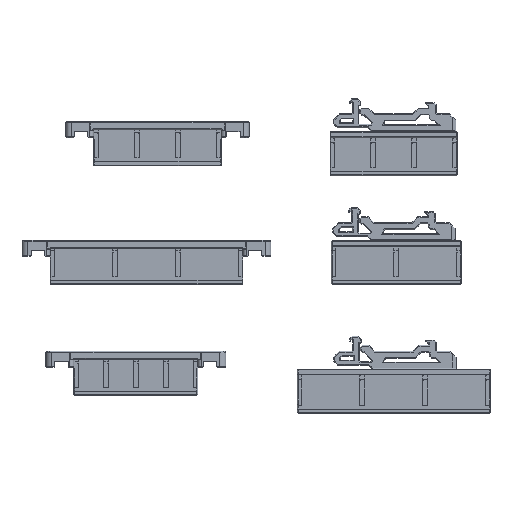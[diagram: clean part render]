
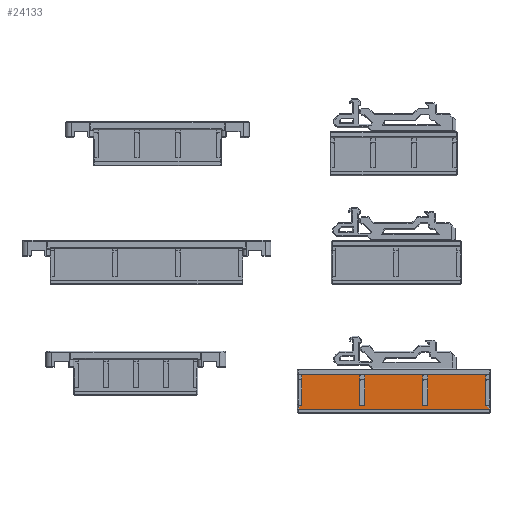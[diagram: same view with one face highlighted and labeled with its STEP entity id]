
A CAD part, top view. The second image highlights one B-rep face of the part: STEP entity #24133.
In plain terms, the highlighted planar face has unit normal (0, 0, 1).
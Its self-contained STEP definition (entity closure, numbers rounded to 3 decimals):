
#651=FACE_OUTER_BOUND('',#2090,.T.);
#2090=EDGE_LOOP('',(#16875,#16876,#16877,#16878,#16879,#16880,#16881,#16882,
#16883,#16884,#16885,#16886,#16887,#16888,#16889,#16890));
#3911=LINE('',#34983,#7212);
#3915=LINE('',#34992,#7216);
#3927=LINE('',#35015,#7228);
#3928=LINE('',#35018,#7229);
#3929=LINE('',#35020,#7230);
#3930=LINE('',#35022,#7231);
#3931=LINE('',#35024,#7232);
#3932=LINE('',#35026,#7233);
#3933=LINE('',#35028,#7234);
#3934=LINE('',#35030,#7235);
#3935=LINE('',#35032,#7236);
#3936=LINE('',#35034,#7237);
#3937=LINE('',#35036,#7238);
#3938=LINE('',#35038,#7239);
#3939=LINE('',#35040,#7240);
#3940=LINE('',#35041,#7241);
#7212=VECTOR('',#28262,10.);
#7216=VECTOR('',#28272,10.);
#7228=VECTOR('',#28298,1000.);
#7229=VECTOR('',#28301,1000.);
#7230=VECTOR('',#28302,1000.);
#7231=VECTOR('',#28303,1000.);
#7232=VECTOR('',#28304,1000.);
#7233=VECTOR('',#28305,1000.);
#7234=VECTOR('',#28306,1000.);
#7235=VECTOR('',#28307,1000.);
#7236=VECTOR('',#28308,1000.);
#7237=VECTOR('',#28309,1000.);
#7238=VECTOR('',#28310,1000.);
#7239=VECTOR('',#28311,1000.);
#7240=VECTOR('',#28312,1000.);
#7241=VECTOR('',#28313,1000.);
#10282=VERTEX_POINT('',#34790);
#10348=VERTEX_POINT('',#34939);
#10359=VERTEX_POINT('',#34975);
#10362=VERTEX_POINT('',#34991);
#10367=VERTEX_POINT('',#35017);
#10368=VERTEX_POINT('',#35019);
#10369=VERTEX_POINT('',#35021);
#10370=VERTEX_POINT('',#35023);
#10371=VERTEX_POINT('',#35025);
#10372=VERTEX_POINT('',#35027);
#10373=VERTEX_POINT('',#35029);
#10374=VERTEX_POINT('',#35031);
#10375=VERTEX_POINT('',#35033);
#10376=VERTEX_POINT('',#35035);
#10377=VERTEX_POINT('',#35037);
#10378=VERTEX_POINT('',#35039);
#12703=EDGE_CURVE('',#10282,#10359,#3911,.T.);
#12707=EDGE_CURVE('',#10362,#10348,#3915,.T.);
#12719=EDGE_CURVE('',#10348,#10282,#3927,.T.);
#12720=EDGE_CURVE('',#10362,#10367,#3928,.T.);
#12721=EDGE_CURVE('',#10368,#10367,#3929,.T.);
#12722=EDGE_CURVE('',#10368,#10369,#3930,.T.);
#12723=EDGE_CURVE('',#10369,#10370,#3931,.T.);
#12724=EDGE_CURVE('',#10370,#10371,#3932,.T.);
#12725=EDGE_CURVE('',#10372,#10371,#3933,.T.);
#12726=EDGE_CURVE('',#10372,#10373,#3934,.T.);
#12727=EDGE_CURVE('',#10373,#10374,#3935,.T.);
#12728=EDGE_CURVE('',#10374,#10375,#3936,.T.);
#12729=EDGE_CURVE('',#10376,#10375,#3937,.T.);
#12730=EDGE_CURVE('',#10376,#10377,#3938,.T.);
#12731=EDGE_CURVE('',#10377,#10378,#3939,.T.);
#12732=EDGE_CURVE('',#10378,#10359,#3940,.T.);
#16875=ORIENTED_EDGE('',*,*,#12707,.F.);
#16876=ORIENTED_EDGE('',*,*,#12720,.T.);
#16877=ORIENTED_EDGE('',*,*,#12721,.F.);
#16878=ORIENTED_EDGE('',*,*,#12722,.T.);
#16879=ORIENTED_EDGE('',*,*,#12723,.T.);
#16880=ORIENTED_EDGE('',*,*,#12724,.T.);
#16881=ORIENTED_EDGE('',*,*,#12725,.F.);
#16882=ORIENTED_EDGE('',*,*,#12726,.T.);
#16883=ORIENTED_EDGE('',*,*,#12727,.T.);
#16884=ORIENTED_EDGE('',*,*,#12728,.T.);
#16885=ORIENTED_EDGE('',*,*,#12729,.F.);
#16886=ORIENTED_EDGE('',*,*,#12730,.T.);
#16887=ORIENTED_EDGE('',*,*,#12731,.T.);
#16888=ORIENTED_EDGE('',*,*,#12732,.T.);
#16889=ORIENTED_EDGE('',*,*,#12703,.F.);
#16890=ORIENTED_EDGE('',*,*,#12719,.F.);
#22764=PLANE('',#25719);
#24133=ADVANCED_FACE('',(#651),#22764,.T.);
#25719=AXIS2_PLACEMENT_3D('',#35016,#28299,#28300);
#28262=DIRECTION('',(0.,1.,0.));
#28272=DIRECTION('',(0.,-1.,0.));
#28298=DIRECTION('',(-1.,0.,0.));
#28299=DIRECTION('center_axis',(0.,0.,
1.));
#28300=DIRECTION('ref_axis',(0.,-1.,0.));
#28301=DIRECTION('',(-1.,0.,0.));
#28302=DIRECTION('',(0.,-1.,0.));
#28303=DIRECTION('',(-1.,0.,0.));
#28304=DIRECTION('',(0.,-1.,0.));
#28305=DIRECTION('',(-1.,0.,0.));
#28306=DIRECTION('',(0.,-1.,0.));
#28307=DIRECTION('',(-1.,0.,0.));
#28308=DIRECTION('',(0.,-1.,0.));
#28309=DIRECTION('',(-1.,0.,0.));
#28310=DIRECTION('',(0.,-1.,0.));
#28311=DIRECTION('',(-1.,0.,0.));
#28312=DIRECTION('',(0.,-1.,0.));
#28313=DIRECTION('',(-1.,0.,0.));
#34790=CARTESIAN_POINT('',(-38.35,29.65,4.));
#34939=CARTESIAN_POINT('',(58.25,29.65,4.));
#34975=CARTESIAN_POINT('',(-38.35,31.65,4.));
#34983=CARTESIAN_POINT('',(-38.35,29.15,4.));
#34991=CARTESIAN_POINT('',(58.25,31.65,4.));
#34992=CARTESIAN_POINT('',(58.25,34.713,4.));
#35015=CARTESIAN_POINT('',(37.601,29.65,4.));
#35016=CARTESIAN_POINT('Origin',(62.301,30.65,4.));
#35017=CARTESIAN_POINT('',(56.65,31.65,4.));
#35018=CARTESIAN_POINT('',(91.501,31.65,4.));
#35019=CARTESIAN_POINT('',(56.65,47.9,4.));
#35020=CARTESIAN_POINT('',(56.65,47.9,4.));
#35021=CARTESIAN_POINT('',(26.85,47.9,4.));
#35022=CARTESIAN_POINT('',(95.601,47.9,4.));
#35023=CARTESIAN_POINT('',(26.85,31.65,4.));
#35024=CARTESIAN_POINT('',(26.85,47.9,4.));
#35025=CARTESIAN_POINT('',(24.85,31.65,4.));
#35026=CARTESIAN_POINT('',(80.451,31.65,4.));
#35027=CARTESIAN_POINT('',(24.85,47.9,4.));
#35028=CARTESIAN_POINT('',(24.85,47.9,4.));
#35029=CARTESIAN_POINT('',(-4.95,47.9,4.));
#35030=CARTESIAN_POINT('',(63.801,47.9,4.));
#35031=CARTESIAN_POINT('',(-4.95,31.65,4.));
#35032=CARTESIAN_POINT('',(-4.95,47.9,4.));
#35033=CARTESIAN_POINT('',(-6.95,31.65,4.));
#35034=CARTESIAN_POINT('',(48.651,31.65,4.));
#35035=CARTESIAN_POINT('',(-6.95,47.9,4.));
#35036=CARTESIAN_POINT('',(-6.95,47.9,4.));
#35037=CARTESIAN_POINT('',(-36.75,47.9,4.));
#35038=CARTESIAN_POINT('',(48.651,47.9,4.));
#35039=CARTESIAN_POINT('',(-36.75,31.65,4.));
#35040=CARTESIAN_POINT('',(-36.75,47.9,4.));
#35041=CARTESIAN_POINT('',(37.601,31.65,4.));
